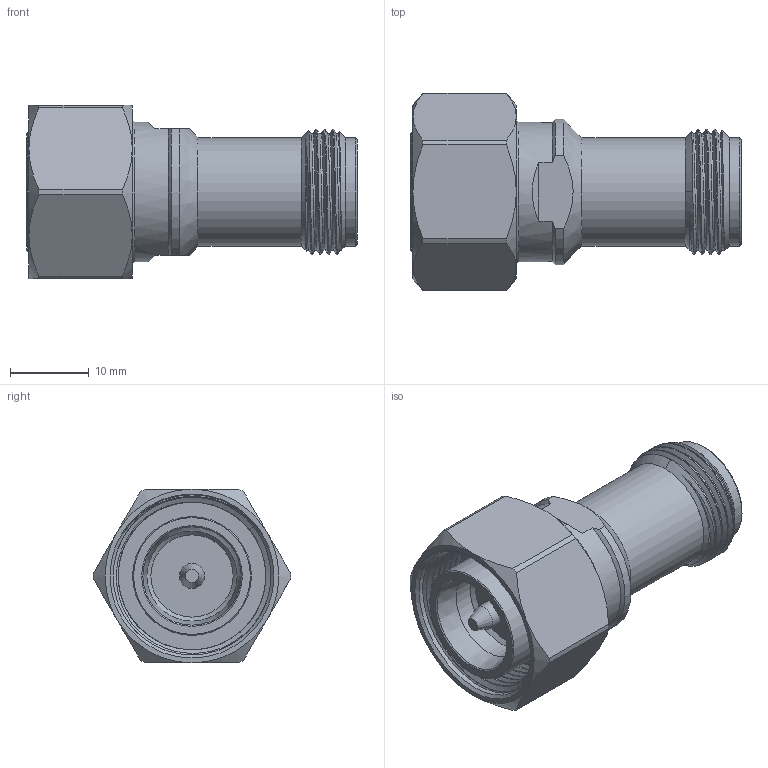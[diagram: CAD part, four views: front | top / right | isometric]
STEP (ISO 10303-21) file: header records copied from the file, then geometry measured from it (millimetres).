
FILE_DESCRIPTION (( 'STEP AP203' ), '1' );
FILE_NAME ('PE91474.step', '2020-01-15T17:44:07', ( '' ), ( '' ), 'SwSTEP 2.0', 'SolidWorks 2018', '' );
FILE_SCHEMA (( 'CONFIG_CONTROL_DESIGN' ));
Length unit declared in the file: inch
Products named in the file (1): PE91474
Bounding box: 41.91 x 25 x 22 mm (x, y, z)
Volume: 8456.1 mm3; surface area: 5025.9 mm2
Topology: 1 solids, 1 shells, 110 faces, 271 edges, 174 vertices
Faces by surface type: plane 36, cylinder 35, cone 33, bspline 6
Full cylindrical faces by diameter (mm): 1.524 x1, 3.048 x1, 3.175 x1, 6.985 x1, 11.43 x1, 13.716 x2, 15.037 x1, 17.658 x1, 20 x7
Entity records: 5771 total; most frequent: CARTESIAN_POINT 3587, ORIENTED_EDGE 440, DIRECTION 401, EDGE_CURVE 220, AXIS2_PLACEMENT_3D 178, VERTEX_POINT 152, EDGE_LOOP 136, FACE_OUTER_BOUND 113
